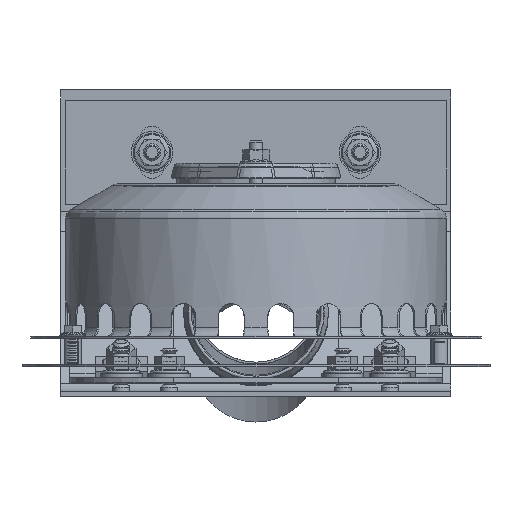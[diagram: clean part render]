
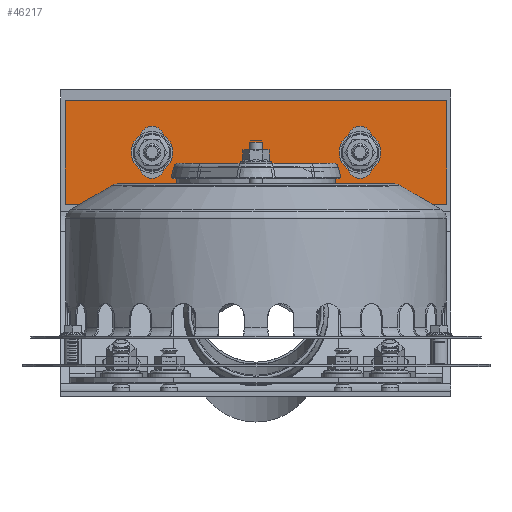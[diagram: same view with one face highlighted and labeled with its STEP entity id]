
A CAD part, left-side view. The second image highlights one B-rep face of the part: STEP entity #46217.
In plain terms, the highlighted planar face has unit normal (-1, 0, 0).
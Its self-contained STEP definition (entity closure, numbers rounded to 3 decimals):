
#1220=FACE_BOUND('',#7504,.T.);
#1221=FACE_BOUND('',#7505,.T.);
#2292=CIRCLE('',#48985,7.);
#2294=CIRCLE('',#48989,7.);
#2296=CIRCLE('',#48993,7.);
#2298=CIRCLE('',#48997,7.);
#3071=PLANE('',#49003);
#5051=FACE_OUTER_BOUND('',#7503,.T.);
#7503=EDGE_LOOP('',(#33415,#33416,#33417,#33418));
#7504=EDGE_LOOP('',(#33419,#33420,#33421,#33422));
#7505=EDGE_LOOP('',(#33423,#33424,#33425,#33426));
#10757=LINE('',#65501,#15964);
#10762=LINE('',#65515,#15969);
#10765=LINE('',#65525,#15972);
#10770=LINE('',#65539,#15977);
#10773=LINE('',#65549,#15980);
#10777=LINE('',#65557,#15984);
#10780=LINE('',#65563,#15987);
#10783=LINE('',#65568,#15990);
#15964=VECTOR('',#53346,1.);
#15969=VECTOR('',#53359,1.);
#15972=VECTOR('',#53370,1.);
#15977=VECTOR('',#53383,1.);
#15980=VECTOR('',#53394,1.);
#15984=VECTOR('',#53400,1.);
#15987=VECTOR('',#53405,1.);
#15990=VECTOR('',#53410,1.);
#21226=VERTEX_POINT('',#65499);
#21227=VERTEX_POINT('',#65500);
#21230=VERTEX_POINT('',#65508);
#21232=VERTEX_POINT('',#65514);
#21234=VERTEX_POINT('',#65523);
#21235=VERTEX_POINT('',#65524);
#21238=VERTEX_POINT('',#65532);
#21240=VERTEX_POINT('',#65538);
#21242=VERTEX_POINT('',#65547);
#21243=VERTEX_POINT('',#65548);
#21246=VERTEX_POINT('',#65556);
#21248=VERTEX_POINT('',#65562);
#25926=EDGE_CURVE('',#21226,#21227,#10757,.T.);
#25930=EDGE_CURVE('',#21227,#21230,#2292,.T.);
#25933=EDGE_CURVE('',#21230,#21232,#10762,.T.);
#25936=EDGE_CURVE('',#21232,#21226,#2294,.T.);
#25938=EDGE_CURVE('',#21234,#21235,#10765,.T.);
#25942=EDGE_CURVE('',#21235,#21238,#2296,.T.);
#25945=EDGE_CURVE('',#21238,#21240,#10770,.T.);
#25948=EDGE_CURVE('',#21240,#21234,#2298,.T.);
#25950=EDGE_CURVE('',#21242,#21243,#10773,.T.);
#25954=EDGE_CURVE('',#21243,#21246,#10777,.T.);
#25957=EDGE_CURVE('',#21246,#21248,#10780,.T.);
#25960=EDGE_CURVE('',#21248,#21242,#10783,.T.);
#33415=ORIENTED_EDGE('',*,*,#25950,.F.);
#33416=ORIENTED_EDGE('',*,*,#25960,.F.);
#33417=ORIENTED_EDGE('',*,*,#25957,.F.);
#33418=ORIENTED_EDGE('',*,*,#25954,.F.);
#33419=ORIENTED_EDGE('',*,*,#25926,.T.);
#33420=ORIENTED_EDGE('',*,*,#25930,.T.);
#33421=ORIENTED_EDGE('',*,*,#25933,.T.);
#33422=ORIENTED_EDGE('',*,*,#25936,.T.);
#33423=ORIENTED_EDGE('',*,*,#25938,.T.);
#33424=ORIENTED_EDGE('',*,*,#25942,.T.);
#33425=ORIENTED_EDGE('',*,*,#25945,.T.);
#33426=ORIENTED_EDGE('',*,*,#25948,.T.);
#46217=ADVANCED_FACE('',(#5051,#1220,#1221),#3071,.T.);
#48985=AXIS2_PLACEMENT_3D('',#65509,#53352,#53353);
#48989=AXIS2_PLACEMENT_3D('',#65520,#53364,#53365);
#48993=AXIS2_PLACEMENT_3D('',#65533,#53376,#53377);
#48997=AXIS2_PLACEMENT_3D('',#65544,#53388,#53389);
#49003=AXIS2_PLACEMENT_3D('',#65570,#53412,#53413);
#53346=DIRECTION('',(0.,0.,-1.));
#53352=DIRECTION('center_axis',(1.,0.,0.));
#53353=DIRECTION('ref_axis',(0.,0.,
-1.));
#53359=DIRECTION('',(0.,0.,1.));
#53364=DIRECTION('center_axis',(1.,0.,0.));
#53365=DIRECTION('ref_axis',(0.,0.,
1.));
#53370=DIRECTION('',(0.,0.,1.));
#53376=DIRECTION('center_axis',(1.,0.,0.));
#53377=DIRECTION('ref_axis',(0.,0.,
1.));
#53383=DIRECTION('',(0.,0.,-1.));
#53388=DIRECTION('center_axis',(1.,0.,0.));
#53389=DIRECTION('ref_axis',(0.,0.,
-1.));
#53394=DIRECTION('',(0.,1.,0.));
#53400=DIRECTION('',(0.,0.,1.));
#53405=DIRECTION('',(0.,-1.,0.));
#53410=DIRECTION('',(0.,0.,-1.));
#53412=DIRECTION('center_axis',(-1.,0.,0.));
#53413=DIRECTION('ref_axis',(0.,-1.,0.));
#65499=CARTESIAN_POINT('',(334.123,221.313,-146.508));
#65500=CARTESIAN_POINT('',(334.123,221.313,-162.508));
#65501=CARTESIAN_POINT('',(334.123,221.313,-150.508));
#65508=CARTESIAN_POINT('',(334.123,235.313,-162.508));
#65509=CARTESIAN_POINT('Origin',(334.123,228.313,-162.508));
#65514=CARTESIAN_POINT('',(334.123,235.313,-146.508));
#65515=CARTESIAN_POINT('',(334.123,235.313,-158.508));
#65520=CARTESIAN_POINT('Origin',(334.123,228.313,-146.508));
#65523=CARTESIAN_POINT('',(334.123,355.313,-162.508));
#65524=CARTESIAN_POINT('',(334.123,355.313,-146.508));
#65525=CARTESIAN_POINT('',(334.123,355.313,-158.508));
#65532=CARTESIAN_POINT('',(334.123,341.313,-146.508));
#65533=CARTESIAN_POINT('Origin',(334.123,348.313,-146.508));
#65538=CARTESIAN_POINT('',(334.123,341.313,-162.508));
#65539=CARTESIAN_POINT('',(334.123,341.313,-150.508));
#65544=CARTESIAN_POINT('Origin',(334.123,348.313,-162.508));
#65547=CARTESIAN_POINT('',(334.123,178.313,-184.508));
#65548=CARTESIAN_POINT('',(334.123,398.313,-184.508));
#65549=CARTESIAN_POINT('',(334.123,398.313,-184.508));
#65556=CARTESIAN_POINT('',(334.123,398.313,-124.508));
#65557=CARTESIAN_POINT('',(334.123,398.313,-124.508));
#65562=CARTESIAN_POINT('',(334.123,178.313,-124.508));
#65563=CARTESIAN_POINT('',(334.123,178.313,-124.508));
#65568=CARTESIAN_POINT('',(334.123,178.313,-184.508));
#65570=CARTESIAN_POINT('Origin',(334.123,288.313,-154.508));
